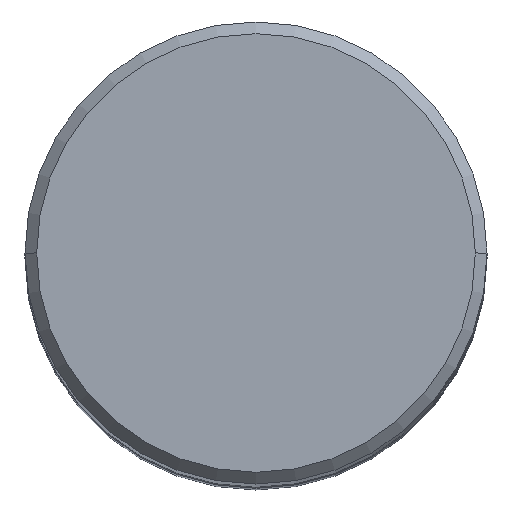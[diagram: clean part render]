
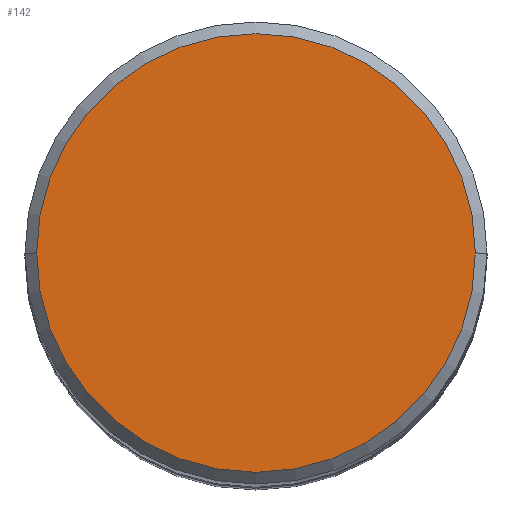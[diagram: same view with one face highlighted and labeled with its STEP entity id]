
A CAD part, top view. The second image highlights one B-rep face of the part: STEP entity #142.
In plain terms, the highlighted planar face has unit normal (0, 0, 1).
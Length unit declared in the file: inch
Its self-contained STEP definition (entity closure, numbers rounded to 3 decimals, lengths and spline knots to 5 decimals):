
#29 = CARTESIAN_POINT ( 'NONE',  ( 0., 0.3737, 0. ) ) ;
#72 = CARTESIAN_POINT ( 'NONE',  ( -0.3737, 0., 0. ) ) ;
#81 = VERTEX_POINT ( 'NONE', #322 ) ;
#102 = VERTEX_POINT ( 'NONE', #72 ) ;
#112 = AXIS2_PLACEMENT_3D ( 'NONE', #436, #179, #222 ) ;
#136 = AXIS2_PLACEMENT_3D ( 'NONE', #29, #507, #154 ) ;
#142 = ADVANCED_FACE ( 'NONE', ( #331 ), #410, .F. ) ;
#154 = DIRECTION ( 'NONE',  ( -1., 0., 0. ) ) ;
#169 = CARTESIAN_POINT ( 'NONE',  ( 0., 0., 0. ) ) ;
#179 = DIRECTION ( 'NONE',  ( 0., 0., 1. ) ) ;
#222 = DIRECTION ( 'NONE',  ( 1., 0., 0. ) ) ;
#249 = DIRECTION ( 'NONE',  ( 0., 0., 1. ) ) ;
#285 = EDGE_CURVE ( 'NONE', #81, #102, #380, .T. ) ;
#286 = AXIS2_PLACEMENT_3D ( 'NONE', #169, #249, #420 ) ;
#322 = CARTESIAN_POINT ( 'NONE',  ( 0.3737, 0., 0. ) ) ;
#331 = FACE_OUTER_BOUND ( 'NONE', #446, .T. ) ;
#340 = ORIENTED_EDGE ( 'NONE', *, *, #285, .T. ) ;
#380 = CIRCLE ( 'NONE', #286, 0.3737 ) ;
#381 = CIRCLE ( 'NONE', #112, 0.3737 ) ;
#410 = PLANE ( 'NONE',  #136 ) ;
#420 = DIRECTION ( 'NONE',  ( 1., 0., 0. ) ) ;
#436 = CARTESIAN_POINT ( 'NONE',  ( 0., 0., 0. ) ) ;
#446 = EDGE_LOOP ( 'NONE', ( #497, #340 ) ) ;
#447 = EDGE_CURVE ( 'NONE', #102, #81, #381, .T. ) ;
#497 = ORIENTED_EDGE ( 'NONE', *, *, #447, .T. ) ;
#507 = DIRECTION ( 'NONE',  ( 0., 0., -1. ) ) ;
